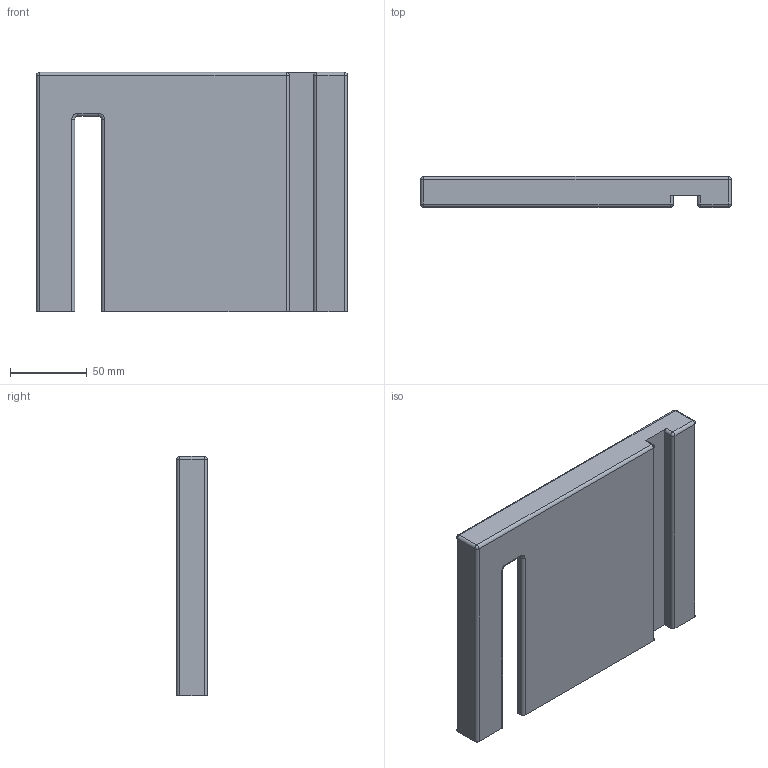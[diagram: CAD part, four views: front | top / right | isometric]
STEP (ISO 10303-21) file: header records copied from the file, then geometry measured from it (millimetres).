
FILE_DESCRIPTION(('Open CASCADE Model'),'2;1');
FILE_NAME('Open CASCADE Shape Model','2023-08-11T22:34:17',('Author'),( 'Open CASCADE'),'Open CASCADE STEP processor 7.6','Open CASCADE 7.6' ,'Unknown');
FILE_SCHEMA(('AUTOMOTIVE_DESIGN { 1 0 10303 214 1 1 1 1 }'));
Length unit declared in the file: millimetre
Products named in the file (1): Open CASCADE STEP translator 7.6 6
Bounding box: 203.15 x 20 x 156.25 mm (x, y, z)
Volume: 263932.9 mm3; surface area: 82268.1 mm2
Topology: 1 solids, 1 shells, 109 faces, 238 edges, 146 vertices
Faces by surface type: plane 55, cylinder 44, sphere 6, torus 4
Full cylindrical faces by diameter (mm): 4.1 x21
Entity records: 5946 total; most frequent: CARTESIAN_POINT 1214, DIRECTION 886, ORIENTED_EDGE 464, PCURVE 464, DEFINITIONAL_REPRESENTATION 464, LINE 448, VECTOR 448, EDGE_CURVE 232
